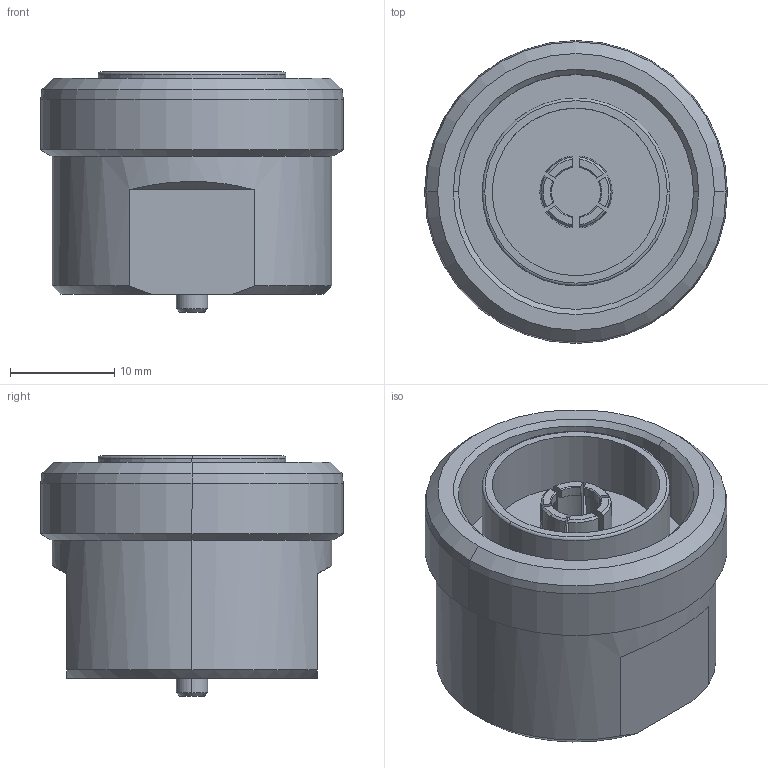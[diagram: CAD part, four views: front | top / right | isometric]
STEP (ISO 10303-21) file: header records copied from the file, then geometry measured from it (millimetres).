
FILE_DESCRIPTION (( 'STEP AP214' ), '1' );
FILE_NAME ('J01121A0175.STEP', '2017-03-14T07:28:54', ( '' ), ( '' ), 'SwSTEP 2.0', 'SolidWorks 2015', '' );
FILE_SCHEMA (( 'AUTOMOTIVE_DESIGN' ));
Length unit declared in the file: millimetre
Products named in the file (1): J01121A0175
Bounding box: 29 x 29 x 23 mm (x, y, z)
Volume: 8740.8 mm3; surface area: 4688.2 mm2
Topology: 1 solids, 1 shells, 118 faces, 300 edges, 194 vertices
Faces by surface type: plane 41, cylinder 35, cone 31, torus 11
Entity records: 4962 total; most frequent: CARTESIAN_POINT 879, ORIENTED_EDGE 596, DIRECTION 562, EDGE_CURVE 298, AXIS2_PLACEMENT_3D 221, VERTEX_POINT 194, EDGE_LOOP 130, VECTOR 120
